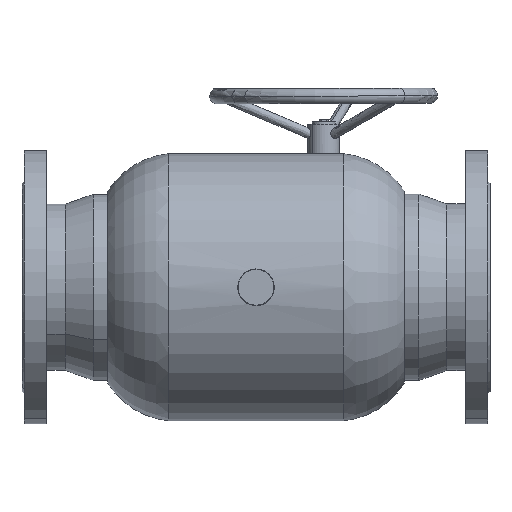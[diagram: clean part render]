
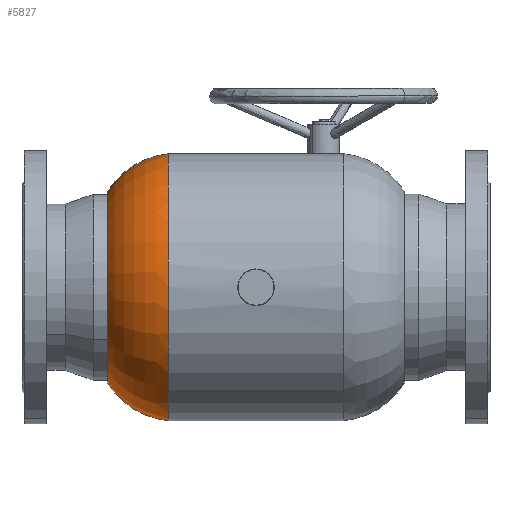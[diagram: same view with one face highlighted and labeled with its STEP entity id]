
A CAD part, front view. The second image highlights one B-rep face of the part: STEP entity #5827.
In plain terms, the highlighted toroidal (fillet/blend) face has major radius 69.023 mm and minor radius 107 mm.
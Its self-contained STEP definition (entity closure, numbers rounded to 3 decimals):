
#747 = AXIS2_PLACEMENT_3D ( 'NONE', #28454, #25052, #56644 ) ;
#882 = CARTESIAN_POINT ( 'NONE',  ( -115., 0., 0. ) ) ;
#2730 = CIRCLE ( 'NONE', #747, 126. ) ;
#4395 = DIRECTION ( 'NONE',  ( 0., -1., 0. ) ) ;
#5109 = CIRCLE ( 'NONE', #57606, 107. ) ;
#5423 = CIRCLE ( 'NONE', #46052, 107. ) ;
#5827 = ADVANCED_FACE ( 'NONE', ( #54994 ), #14664, .T. ) ;
#6475 = VERTEX_POINT ( 'NONE', #47315 ) ;
#6777 = DIRECTION ( 'NONE',  ( 0., 0., 1. ) ) ;
#7319 = DIRECTION ( 'NONE',  ( 0., 0., 1. ) ) ;
#9461 = CARTESIAN_POINT ( 'NONE',  ( -195., 0., 126. ) ) ;
#13574 = CARTESIAN_POINT ( 'NONE',  ( -195., 0., -126. ) ) ;
#13777 = CARTESIAN_POINT ( 'NONE',  ( -104.432, 0., 69.023 ) ) ;
#14664 = TOROIDAL_SURFACE ( 'NONE', #28523, 69.023, 107. ) ;
#14814 = EDGE_LOOP ( 'NONE', ( #45294, #57642, #29316, #56625 ) ) ;
#17201 = DIRECTION ( 'NONE',  ( 0., 0., 1. ) ) ;
#19386 = CIRCLE ( 'NONE', #54026, 175.5 ) ;
#20165 = EDGE_CURVE ( 'NONE', #54678, #27507, #5423, .T. ) ;
#21587 = DIRECTION ( 'NONE',  ( 0., 1., 0. ) ) ;
#25052 = DIRECTION ( 'NONE',  ( -1., 0., 0. ) ) ;
#25117 = DIRECTION ( 'NONE',  ( -1., 0., 0. ) ) ;
#27444 = EDGE_CURVE ( 'NONE', #6475, #39451, #5109, .T. ) ;
#27507 = VERTEX_POINT ( 'NONE', #9461 ) ;
#28454 = CARTESIAN_POINT ( 'NONE',  ( -195., 0., 0. ) ) ;
#28523 = AXIS2_PLACEMENT_3D ( 'NONE', #54699, #40474, #17201 ) ;
#28616 = DIRECTION ( 'NONE',  ( 0., 0., -1. ) ) ;
#29316 = ORIENTED_EDGE ( 'NONE', *, *, #20165, .T. ) ;
#39451 = VERTEX_POINT ( 'NONE', #13574 ) ;
#40313 = CARTESIAN_POINT ( 'NONE',  ( -115., 0., 175.5 ) ) ;
#40474 = DIRECTION ( 'NONE',  ( -1., 0., 0. ) ) ;
#45294 = ORIENTED_EDGE ( 'NONE', *, *, #27444, .F. ) ;
#46052 = AXIS2_PLACEMENT_3D ( 'NONE', #13777, #4395, #28616 ) ;
#47315 = CARTESIAN_POINT ( 'NONE',  ( -115., 0., -175.5 ) ) ;
#51905 = EDGE_CURVE ( 'NONE', #6475, #54678, #19386, .T. ) ;
#54026 = AXIS2_PLACEMENT_3D ( 'NONE', #882, #25117, #6777 ) ;
#54678 = VERTEX_POINT ( 'NONE', #40313 ) ;
#54699 = CARTESIAN_POINT ( 'NONE',  ( -104.432, 0., 0. ) ) ;
#54994 = FACE_OUTER_BOUND ( 'NONE', #14814, .T. ) ;
#55000 = EDGE_CURVE ( 'NONE', #39451, #27507, #2730, .T. ) ;
#56625 = ORIENTED_EDGE ( 'NONE', *, *, #55000, .F. ) ;
#56644 = DIRECTION ( 'NONE',  ( 0., 0., 1. ) ) ;
#57606 = AXIS2_PLACEMENT_3D ( 'NONE', #59077, #21587, #7319 ) ;
#57642 = ORIENTED_EDGE ( 'NONE', *, *, #51905, .T. ) ;
#59077 = CARTESIAN_POINT ( 'NONE',  ( -104.432, 0., -69.023 ) ) ;
